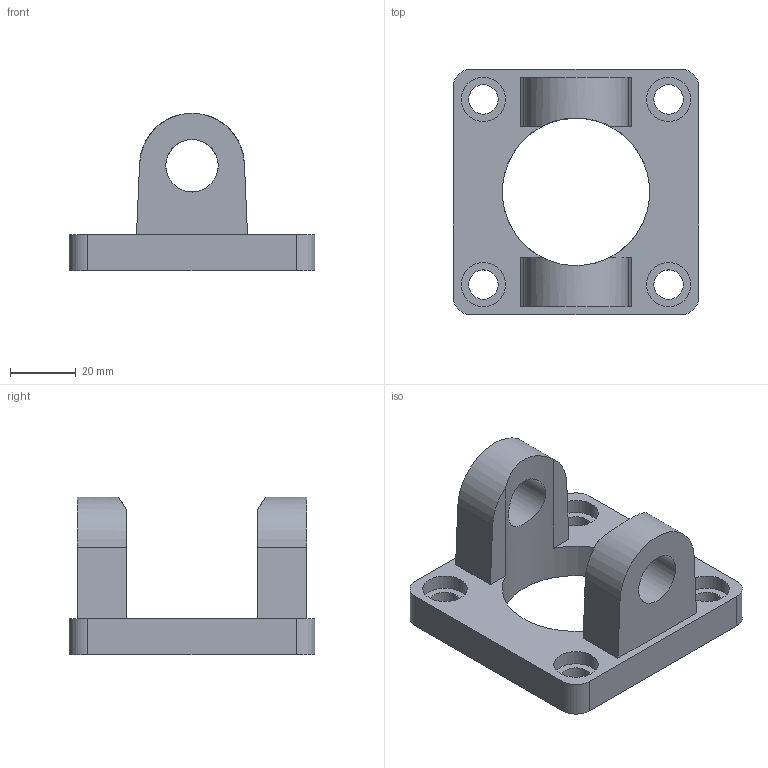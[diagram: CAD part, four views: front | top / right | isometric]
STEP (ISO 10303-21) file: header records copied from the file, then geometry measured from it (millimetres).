
FILE_DESCRIPTION(/* description */ ('Unknown'),/* implementation_level */ '2;1');
FILE_NAME(/* name */ '1380.63.08F',/* time_stamp */ '2018-09-04T11:55:37-04:00',/* author */ ('Unknown'),/* organization */ ('Unknown'),/* preprocessor_version */ 'ST-DEVELOPER v16.7',/* originating_system */ 'DEX',/* authorisation */ $);
FILE_SCHEMA (('AUTOMOTIVE_DESIGN {1 0 10303 214 3 1 1}'));
Length unit declared in the file: millimetre
Products named in the file (1): 1380.63.08F
Bounding box: 75 x 75 x 48 mm (x, y, z)
Volume: 64963.3 mm3; surface area: 20449.1 mm2
Topology: 1 solids, 1 shells, 37 faces, 95 edges, 64 vertices
Faces by surface type: plane 20, cylinder 17
Full cylindrical faces by diameter (mm): 9 x4, 13.5 x4, 16 x2, 45 x1
Entity records: 1413 total; most frequent: CARTESIAN_POINT 232, DIRECTION 188, ORIENTED_EDGE 162, EDGE_CURVE 81, AXIS2_PLACEMENT_3D 73, EDGE_LOOP 66, FACE_BOUND 66, VERTEX_POINT 61
